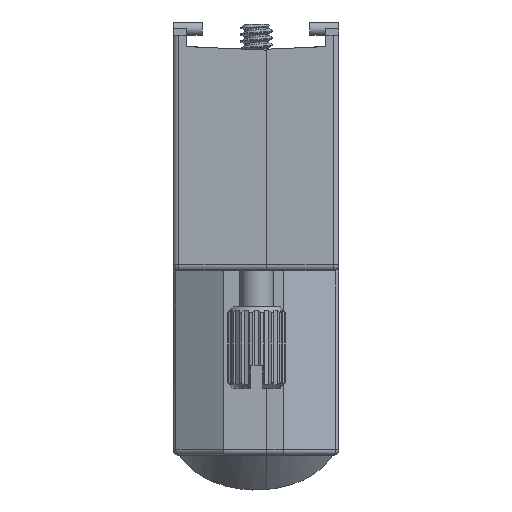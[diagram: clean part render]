
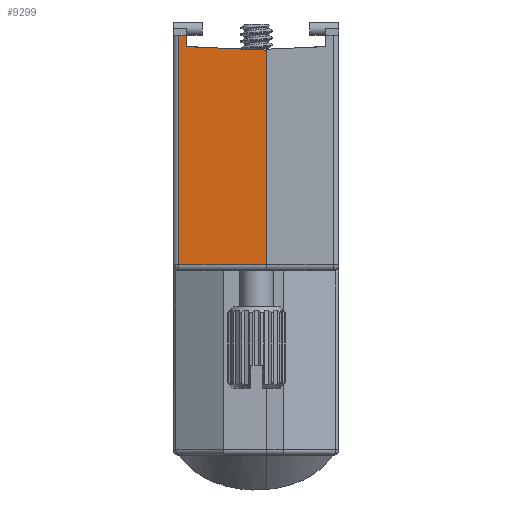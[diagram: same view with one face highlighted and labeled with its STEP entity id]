
A CAD part, left-side view. The second image highlights one B-rep face of the part: STEP entity #9299.
In plain terms, the highlighted face is planar.
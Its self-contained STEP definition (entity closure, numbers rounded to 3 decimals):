
#334 = CARTESIAN_POINT ( 'NONE',  ( 34.85, -7.85, 0. ) ) ;
#725 = DIRECTION ( 'NONE',  ( 1., 0., 0. ) ) ;
#928 = EDGE_CURVE ( 'NONE', #19917, #1040, #13710, .T. ) ;
#1040 = VERTEX_POINT ( 'NONE', #3935 ) ;
#1787 = VECTOR ( 'NONE', #13927, 1000. ) ;
#2107 = VERTEX_POINT ( 'NONE', #20221 ) ;
#2578 = LINE ( 'NONE', #2914, #16951 ) ;
#2632 = ORIENTED_EDGE ( 'NONE', *, *, #9277, .T. ) ;
#2645 = ORIENTED_EDGE ( 'NONE', *, *, #15079, .T. ) ;
#2658 = EDGE_CURVE ( 'NONE', #13448, #3414, #19457, .T. ) ;
#2914 = CARTESIAN_POINT ( 'NONE',  ( 34.85, -8.35, -20.5 ) ) ;
#3414 = VERTEX_POINT ( 'NONE', #8593 ) ;
#3481 = VECTOR ( 'NONE', #7647, 1000. ) ;
#3889 = VECTOR ( 'NONE', #5419, 1000. ) ;
#3935 = CARTESIAN_POINT ( 'NONE',  ( 34.85, -7.15, 0. ) ) ;
#4628 = EDGE_CURVE ( 'NONE', #3414, #2107, #19331, .T. ) ;
#4983 = DIRECTION ( 'NONE',  ( 0., 1., 0. ) ) ;
#5329 = CARTESIAN_POINT ( 'NONE',  ( 34.85, -8.35, 0. ) ) ;
#5419 = DIRECTION ( 'NONE',  ( 0., 0., -1. ) ) ;
#5583 = CARTESIAN_POINT ( 'NONE',  ( 34.85, -7.85, -20.5 ) ) ;
#5925 = EDGE_LOOP ( 'NONE', ( #14199, #2632, #11699, #14659, #2645, #5987 ) ) ;
#5987 = ORIENTED_EDGE ( 'NONE', *, *, #928, .F. ) ;
#7647 = DIRECTION ( 'NONE',  ( 0., 0., -1. ) ) ;
#7984 = DIRECTION ( 'NONE',  ( 0., 0., -1. ) ) ;
#8109 = PLANE ( 'NONE',  #11086 ) ;
#8593 = CARTESIAN_POINT ( 'NONE',  ( 34.85, 0., -1.312 ) ) ;
#9277 = EDGE_CURVE ( 'NONE', #12555, #2107, #2578, .T. ) ;
#9299 = ADVANCED_FACE ( 'NONE', ( #9586 ), #8109, .T. ) ;
#9586 = FACE_OUTER_BOUND ( 'NONE', #5925, .T. ) ;
#9813 = CARTESIAN_POINT ( 'NONE',  ( 34.85, -8.35, 0. ) ) ;
#10032 = DIRECTION ( 'NONE',  ( 0., 1., 0. ) ) ;
#10467 = CARTESIAN_POINT ( 'NONE',  ( 34.85, -7.15, -1. ) ) ;
#10526 = VECTOR ( 'NONE', #22746, 1000. ) ;
#11086 = AXIS2_PLACEMENT_3D ( 'NONE', #9813, #725, #7984 ) ;
#11699 = ORIENTED_EDGE ( 'NONE', *, *, #4628, .F. ) ;
#12555 = VERTEX_POINT ( 'NONE', #5583 ) ;
#13448 = VERTEX_POINT ( 'NONE', #20690 ) ;
#13710 = LINE ( 'NONE', #5329, #19794 ) ;
#13927 = DIRECTION ( 'NONE',  ( 0., 0.999, -0.044 ) ) ;
#14199 = ORIENTED_EDGE ( 'NONE', *, *, #21367, .T. ) ;
#14659 = ORIENTED_EDGE ( 'NONE', *, *, #2658, .F. ) ;
#15079 = EDGE_CURVE ( 'NONE', #13448, #1040, #15706, .T. ) ;
#15706 = LINE ( 'NONE', #16240, #10526 ) ;
#16240 = CARTESIAN_POINT ( 'NONE',  ( 34.85, -7.15, 0. ) ) ;
#16951 = VECTOR ( 'NONE', #10032, 1000. ) ;
#17599 = CARTESIAN_POINT ( 'NONE',  ( 34.85, 0., 0. ) ) ;
#18100 = LINE ( 'NONE', #19712, #3481 ) ;
#19331 = LINE ( 'NONE', #17599, #3889 ) ;
#19457 = LINE ( 'NONE', #10467, #1787 ) ;
#19712 = CARTESIAN_POINT ( 'NONE',  ( 34.85, -7.85, -21. ) ) ;
#19794 = VECTOR ( 'NONE', #4983, 1000. ) ;
#19917 = VERTEX_POINT ( 'NONE', #334 ) ;
#20221 = CARTESIAN_POINT ( 'NONE',  ( 34.85, 0., -20.5 ) ) ;
#20690 = CARTESIAN_POINT ( 'NONE',  ( 34.85, -7.15, -1. ) ) ;
#21367 = EDGE_CURVE ( 'NONE', #19917, #12555, #18100, .T. ) ;
#22746 = DIRECTION ( 'NONE',  ( 0., 0., 1. ) ) ;
